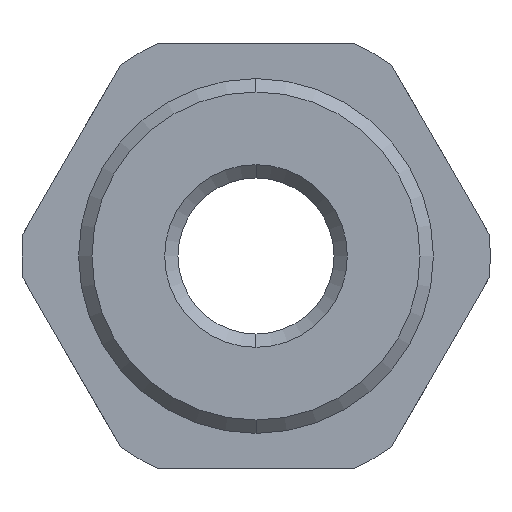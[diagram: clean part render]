
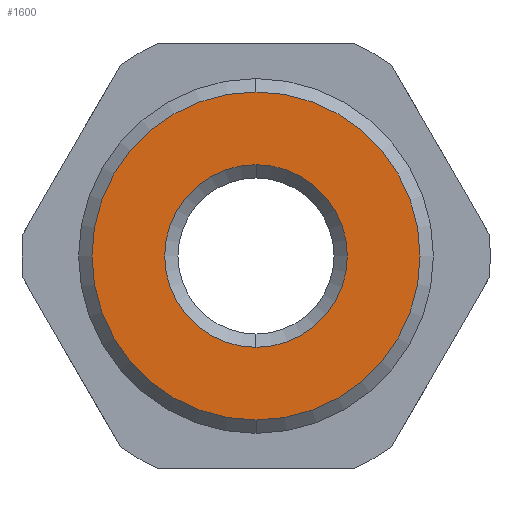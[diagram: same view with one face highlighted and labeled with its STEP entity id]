
A CAD part, left-side view. The second image highlights one B-rep face of the part: STEP entity #1600.
In plain terms, the highlighted planar face has unit normal (-1, 0, 0).
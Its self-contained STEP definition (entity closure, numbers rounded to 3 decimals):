
#6 = PLANE ( 'NONE',  #1542 ) ;
#22 = DIRECTION ( 'NONE',  ( 0., 0., -1. ) ) ;
#83 = DIRECTION ( 'NONE',  ( 1., 0., 0. ) ) ;
#93 = CARTESIAN_POINT ( 'NONE',  ( 0., 0., -9.25 ) ) ;
#167 = DIRECTION ( 'NONE',  ( 0., 0., -1. ) ) ;
#230 = EDGE_CURVE ( 'NONE', #1648, #288, #638, .T. ) ;
#268 = EDGE_CURVE ( 'NONE', #1692, #1618, #1186, .T. ) ;
#288 = VERTEX_POINT ( 'NONE', #93 ) ;
#307 = EDGE_CURVE ( 'NONE', #1618, #1692, #1614, .T. ) ;
#311 = EDGE_CURVE ( 'NONE', #288, #1648, #1145, .T. ) ;
#361 = CARTESIAN_POINT ( 'NONE',  ( 0., 0., 0. ) ) ;
#443 = ORIENTED_EDGE ( 'NONE', *, *, #268, .T. ) ;
#455 = FACE_OUTER_BOUND ( 'NONE', #1708, .T. ) ;
#518 = CARTESIAN_POINT ( 'NONE',  ( 0., 0., 0. ) ) ;
#522 = CARTESIAN_POINT ( 'NONE',  ( 0., 0., -5.15 ) ) ;
#638 = CIRCLE ( 'NONE', #1478, 9.25 ) ;
#655 = DIRECTION ( 'NONE',  ( 0., 0., -1. ) ) ;
#658 = DIRECTION ( 'NONE',  ( 0., 0., -1. ) ) ;
#781 = EDGE_LOOP ( 'NONE', ( #443, #928 ) ) ;
#832 = CARTESIAN_POINT ( 'NONE',  ( 0., 0., 9.25 ) ) ;
#928 = ORIENTED_EDGE ( 'NONE', *, *, #307, .T. ) ;
#966 = DIRECTION ( 'NONE',  ( -1., 0., 0. ) ) ;
#1014 = CARTESIAN_POINT ( 'NONE',  ( 0., 0., 0. ) ) ;
#1078 = DIRECTION ( 'NONE',  ( -1., 0., 0. ) ) ;
#1132 = CARTESIAN_POINT ( 'NONE',  ( 0., 0., 5.15 ) ) ;
#1145 = CIRCLE ( 'NONE', #2031, 9.25 ) ;
#1153 = DIRECTION ( 'NONE',  ( 0., 0., -1. ) ) ;
#1186 = CIRCLE ( 'NONE', #2058, 5.15 ) ;
#1478 = AXIS2_PLACEMENT_3D ( 'NONE', #2047, #1078, #167 ) ;
#1528 = ORIENTED_EDGE ( 'NONE', *, *, #311, .T. ) ;
#1542 = AXIS2_PLACEMENT_3D ( 'NONE', #361, #1547, #655 ) ;
#1547 = DIRECTION ( 'NONE',  ( 1., 0., 0. ) ) ;
#1552 = DIRECTION ( 'NONE',  ( 1., 0., 0. ) ) ;
#1600 = ADVANCED_FACE ( 'NONE', ( #455, #2065 ), #6, .F. ) ;
#1614 = CIRCLE ( 'NONE', #2039, 5.15 ) ;
#1618 = VERTEX_POINT ( 'NONE', #522 ) ;
#1648 = VERTEX_POINT ( 'NONE', #832 ) ;
#1692 = VERTEX_POINT ( 'NONE', #1132 ) ;
#1708 = EDGE_LOOP ( 'NONE', ( #1528, #1863 ) ) ;
#1863 = ORIENTED_EDGE ( 'NONE', *, *, #230, .T. ) ;
#1911 = CARTESIAN_POINT ( 'NONE',  ( 0., 0., 0. ) ) ;
#2031 = AXIS2_PLACEMENT_3D ( 'NONE', #1911, #966, #22 ) ;
#2039 = AXIS2_PLACEMENT_3D ( 'NONE', #518, #1552, #658 ) ;
#2047 = CARTESIAN_POINT ( 'NONE',  ( 0., 0., 0. ) ) ;
#2058 = AXIS2_PLACEMENT_3D ( 'NONE', #1014, #83, #1153 ) ;
#2065 = FACE_BOUND ( 'NONE', #781, .T. ) ;
